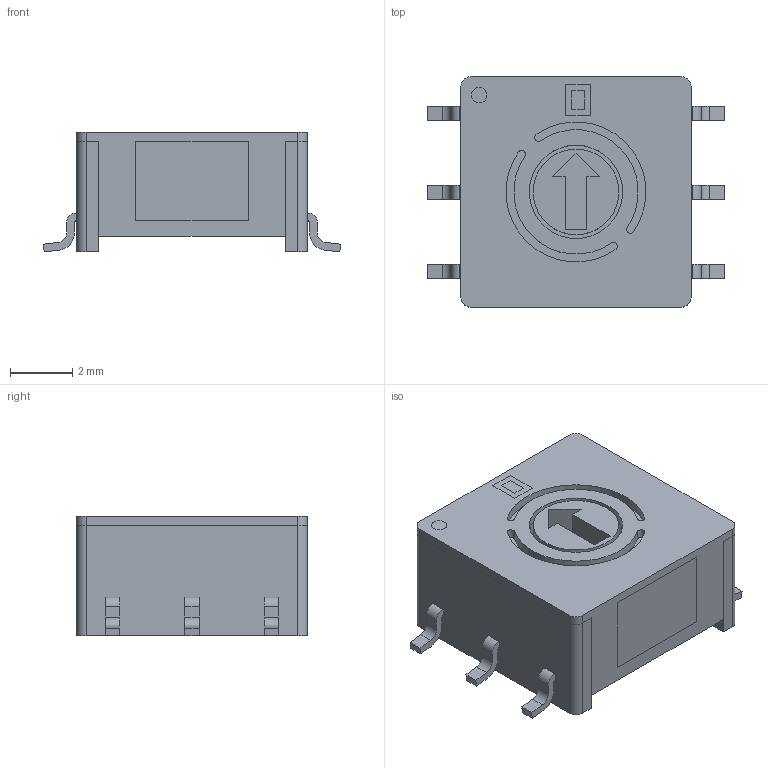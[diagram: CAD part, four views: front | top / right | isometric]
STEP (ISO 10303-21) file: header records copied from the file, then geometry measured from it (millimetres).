
FILE_DESCRIPTION((''),'2;1');
FILE_NAME('SW_APEM_P36S101.stp','2010-10-05T11:46:06',(''),(''),'Mechanical Desktop 2010','Mechanical Desktop 2010',', , ');
FILE_SCHEMA(('AUTOMOTIVE_DESIGN { 1 2 10303 214 1 1 1 1 }'));
Length unit declared in the file: millimetre
Products named in the file (1): Product
Bounding box: 9.56 x 7.4 x 3.85 mm (x, y, z)
Volume: 184.5 mm3; surface area: 439.5 mm2
Topology: 11 solids, 11 shells, 186 faces, 483 edges, 322 vertices
Faces by surface type: plane 95, bspline 53, cylinder 38
Entity records: 5896 total; most frequent: CARTESIAN_POINT 1319, ORIENTED_EDGE 966, DIRECTION 851, EDGE_CURVE 483, VECTOR 383, LINE 383, VERTEX_POINT 322, AXIS2_PLACEMENT_3D 234
